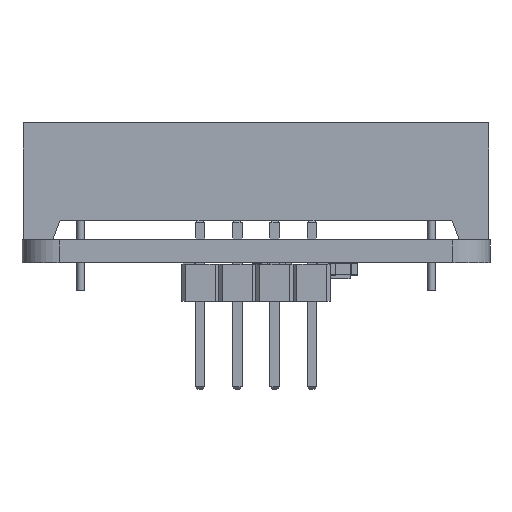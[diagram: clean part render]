
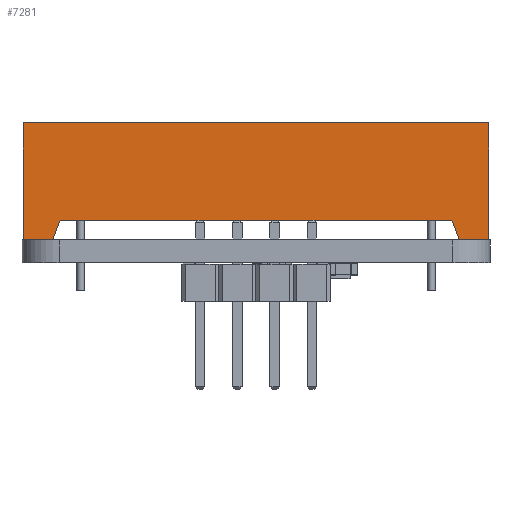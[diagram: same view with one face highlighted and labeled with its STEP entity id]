
A CAD part, left-side view. The second image highlights one B-rep face of the part: STEP entity #7281.
In plain terms, the highlighted planar face has unit normal (-1, 0, 0).
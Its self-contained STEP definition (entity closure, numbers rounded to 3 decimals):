
#4738 = VERTEX_POINT('',#4739);
#4739 = CARTESIAN_POINT('',(2.5,15.9,12.32));
#4745 = EDGE_CURVE('',#4738,#4746,#4748,.T.);
#4746 = VERTEX_POINT('',#4747);
#4747 = CARTESIAN_POINT('',(2.5,-15.9,12.32));
#4748 = LINE('',#4749,#4750);
#4749 = CARTESIAN_POINT('',(2.5,15.9,12.32));
#4750 = VECTOR('',#4751,1.);
#4751 = DIRECTION('',(0.,-1.,0.));
#7192 = VERTEX_POINT('',#7193);
#7193 = CARTESIAN_POINT('',(2.5,-15.9,4.32));
#7199 = EDGE_CURVE('',#7192,#7200,#7202,.T.);
#7200 = VERTEX_POINT('',#7201);
#7201 = CARTESIAN_POINT('',(2.5,-13.9,4.32));
#7202 = LINE('',#7203,#7204);
#7203 = CARTESIAN_POINT('',(2.5,-15.9,4.32));
#7204 = VECTOR('',#7205,1.);
#7205 = DIRECTION('',(0.,1.,0.));
#7230 = VERTEX_POINT('',#7231);
#7231 = CARTESIAN_POINT('',(2.5,15.9,4.32));
#7264 = VERTEX_POINT('',#7265);
#7265 = CARTESIAN_POINT('',(2.5,13.9,4.32));
#7271 = EDGE_CURVE('',#7264,#7230,#7272,.T.);
#7272 = LINE('',#7273,#7274);
#7273 = CARTESIAN_POINT('',(2.5,13.9,4.32));
#7274 = VECTOR('',#7275,1.);
#7275 = DIRECTION('',(0.,1.,0.));
#7281 = ADVANCED_FACE('',(#7282),#7321,.F.);
#7282 = FACE_BOUND('',#7283,.T.);
#7283 = EDGE_LOOP('',(#7284,#7285,#7293,#7301,#7307,#7308,#7314,#7315));
#7284 = ORIENTED_EDGE('',*,*,#7271,.F.);
#7285 = ORIENTED_EDGE('',*,*,#7286,.T.);
#7286 = EDGE_CURVE('',#7264,#7287,#7289,.T.);
#7287 = VERTEX_POINT('',#7288);
#7288 = CARTESIAN_POINT('',(2.5,13.4,5.62));
#7289 = LINE('',#7290,#7291);
#7290 = CARTESIAN_POINT('',(2.5,13.9,4.32));
#7291 = VECTOR('',#7292,1.);
#7292 = DIRECTION('',(0.,-0.359,0.933));
#7293 = ORIENTED_EDGE('',*,*,#7294,.F.);
#7294 = EDGE_CURVE('',#7295,#7287,#7297,.T.);
#7295 = VERTEX_POINT('',#7296);
#7296 = CARTESIAN_POINT('',(2.5,-13.4,5.62));
#7297 = LINE('',#7298,#7299);
#7298 = CARTESIAN_POINT('',(2.5,-13.4,5.62));
#7299 = VECTOR('',#7300,1.);
#7300 = DIRECTION('',(0.,1.,0.));
#7301 = ORIENTED_EDGE('',*,*,#7302,.F.);
#7302 = EDGE_CURVE('',#7200,#7295,#7303,.T.);
#7303 = LINE('',#7304,#7305);
#7304 = CARTESIAN_POINT('',(2.5,-13.9,4.32));
#7305 = VECTOR('',#7306,1.);
#7306 = DIRECTION('',(0.,0.359,0.933)
  );
#7307 = ORIENTED_EDGE('',*,*,#7199,.F.);
#7308 = ORIENTED_EDGE('',*,*,#7309,.T.);
#7309 = EDGE_CURVE('',#7192,#4746,#7310,.T.);
#7310 = LINE('',#7311,#7312);
#7311 = CARTESIAN_POINT('',(2.5,-15.9,11.22));
#7312 = VECTOR('',#7313,1.);
#7313 = DIRECTION('',(0.,0.,1.));
#7314 = ORIENTED_EDGE('',*,*,#4745,.F.);
#7315 = ORIENTED_EDGE('',*,*,#7316,.F.);
#7316 = EDGE_CURVE('',#7230,#4738,#7317,.T.);
#7317 = LINE('',#7318,#7319);
#7318 = CARTESIAN_POINT('',(2.5,15.9,4.32));
#7319 = VECTOR('',#7320,1.);
#7320 = DIRECTION('',(0.,0.,1.));
#7321 = PLANE('',#7322);
#7322 = AXIS2_PLACEMENT_3D('',#7323,#7324,#7325);
#7323 = CARTESIAN_POINT('',(2.5,15.9,4.32));
#7324 = DIRECTION('',(1.,0.,0.));
#7325 = DIRECTION('',(0.,1.,0.));
